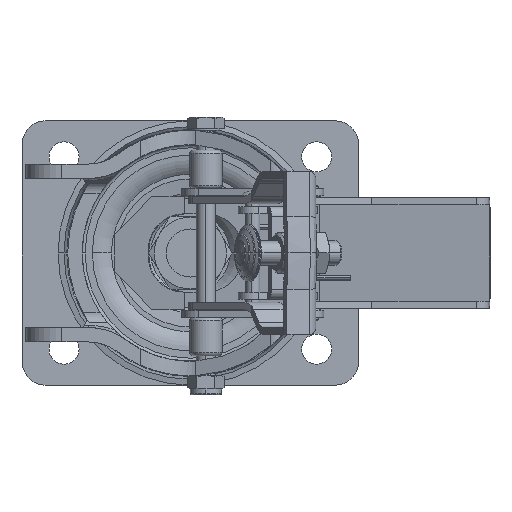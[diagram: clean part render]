
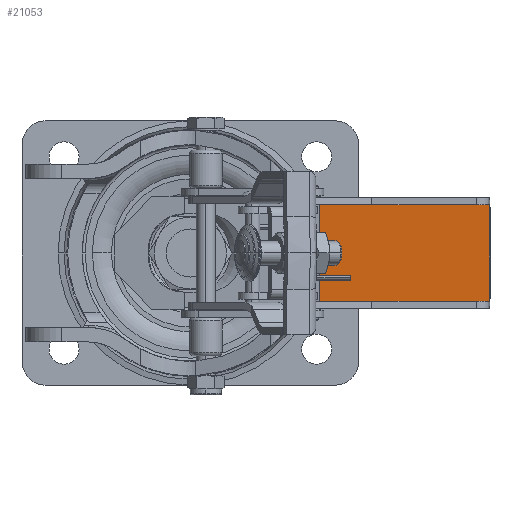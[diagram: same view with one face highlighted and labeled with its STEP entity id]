
A CAD part, front view. The second image highlights one B-rep face of the part: STEP entity #21053.
In plain terms, the highlighted planar face has unit normal (-0.122, -0.993, 0).
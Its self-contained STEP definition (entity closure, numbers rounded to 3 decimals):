
#344 = CARTESIAN_POINT ( 'NONE',  ( 124.248, -57.806, -20. ) ) ;
#860 = VERTEX_POINT ( 'NONE', #25628 ) ;
#1045 = LINE ( 'NONE', #23534, #30756 ) ;
#2075 = DIRECTION ( 'NONE',  ( -0.993, 0.122, 0. ) ) ;
#3781 = DIRECTION ( 'NONE',  ( -0.122, -0.993, 0. ) ) ;
#4224 = ORIENTED_EDGE ( 'NONE', *, *, #15462, .F. ) ;
#4227 = VECTOR ( 'NONE', #2075, 1000. ) ;
#6252 = CARTESIAN_POINT ( 'NONE',  ( 124.248, -57.806, -20. ) ) ;
#8010 = ORIENTED_EDGE ( 'NONE', *, *, #24568, .F. ) ;
#9790 = DIRECTION ( 'NONE',  ( 0., 0., 1. ) ) ;
#10102 = VERTEX_POINT ( 'NONE', #344 ) ;
#10958 = DIRECTION ( 'NONE',  ( 0., 0., 1. ) ) ;
#13805 = EDGE_CURVE ( 'NONE', #15206, #28354, #24053, .T. ) ;
#15206 = VERTEX_POINT ( 'NONE', #21516 ) ;
#15462 = EDGE_CURVE ( 'NONE', #860, #28354, #1045, .T. ) ;
#16023 = CARTESIAN_POINT ( 'NONE',  ( 53.777, -49.153, 20. ) ) ;
#17420 = CARTESIAN_POINT ( 'NONE',  ( 124.248, -57.806, 20. ) ) ;
#17713 = LINE ( 'NONE', #25558, #39976 ) ;
#19022 = FACE_OUTER_BOUND ( 'NONE', #32954, .T. ) ;
#21053 = ADVANCED_FACE ( 'NONE', ( #19022 ), #25910, .T. ) ;
#21516 = CARTESIAN_POINT ( 'NONE',  ( 124.248, -57.806, 20. ) ) ;
#22811 = ORIENTED_EDGE ( 'NONE', *, *, #13805, .T. ) ;
#23345 = VECTOR ( 'NONE', #31574, 1000. ) ;
#23534 = CARTESIAN_POINT ( 'NONE',  ( 53.777, -49.153, -20. ) ) ;
#24053 = LINE ( 'NONE', #17420, #4227 ) ;
#24568 = EDGE_CURVE ( 'NONE', #10102, #860, #25819, .T. ) ;
#24753 = AXIS2_PLACEMENT_3D ( 'NONE', #35434, #3781, #29074 ) ;
#25558 = CARTESIAN_POINT ( 'NONE',  ( 124.248, -57.806, -20. ) ) ;
#25628 = CARTESIAN_POINT ( 'NONE',  ( 53.777, -49.153, -20. ) ) ;
#25819 = LINE ( 'NONE', #6252, #23345 ) ;
#25910 = PLANE ( 'NONE',  #24753 ) ;
#28354 = VERTEX_POINT ( 'NONE', #16023 ) ;
#29074 = DIRECTION ( 'NONE',  ( 0., 0., 1. ) ) ;
#30001 = ORIENTED_EDGE ( 'NONE', *, *, #32173, .T. ) ;
#30756 = VECTOR ( 'NONE', #10958, 1000. ) ;
#31574 = DIRECTION ( 'NONE',  ( -0.993, 0.122, 0. ) ) ;
#32173 = EDGE_CURVE ( 'NONE', #10102, #15206, #17713, .T. ) ;
#32954 = EDGE_LOOP ( 'NONE', ( #30001, #22811, #4224, #8010 ) ) ;
#35434 = CARTESIAN_POINT ( 'NONE',  ( 53.777, -49.153, -23. ) ) ;
#39976 = VECTOR ( 'NONE', #9790, 1000. ) ;
